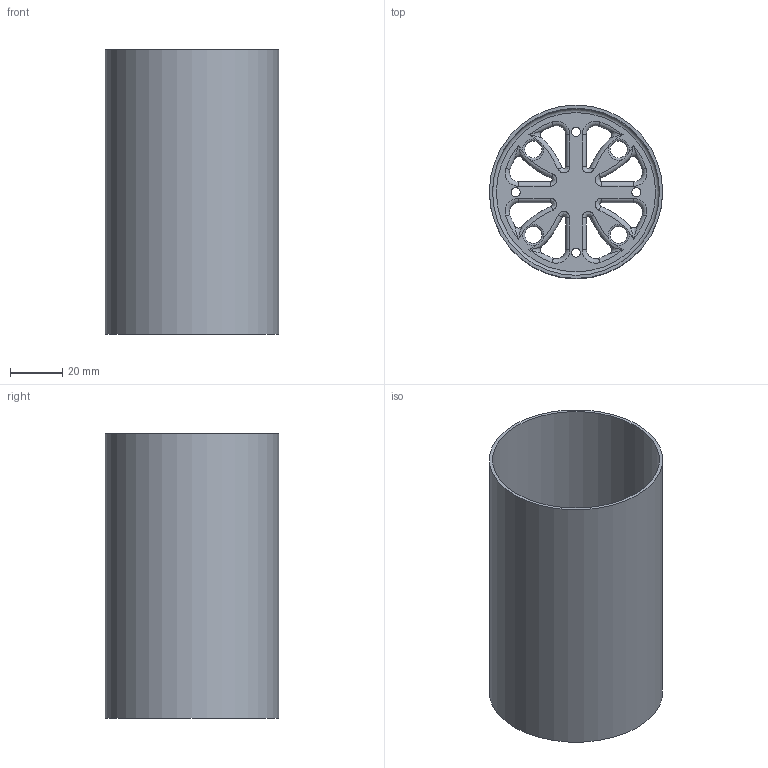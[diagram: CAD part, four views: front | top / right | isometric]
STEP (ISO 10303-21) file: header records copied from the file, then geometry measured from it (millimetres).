
FILE_DESCRIPTION(/* description */ ('','CAx-IF Rec.Pracs.---Representation and Presentation of Product Manufacturing Information (PMI)---4.0---2014-10-13'),/* implementation_level */ '2;1');
FILE_NAME(/* name */ 'ulkokuori v16.step',/* time_stamp */ '2025-03-16T20:23:26+02:00',/* author */ (''),/* organization */ (''),/* preprocessor_version */ 'ST-DEVELOPER v20',/* originating_system */ 'Autodesk Translation Framework v13.20.0.188',/* authorisation */ '');
FILE_SCHEMA (('AP242_MANAGED_MODEL_BASED_3D_ENGINEERING_MIM_LF { 1 0 10303 442 1 1 4 }'));
Length unit declared in the file: millimetre
Products named in the file (1): ulkokuori
Bounding box: 66.4 x 66.4 x 109 mm (x, y, z)
Volume: 35616.7 mm3; surface area: 50195.4 mm2
Topology: 1 solids, 1 shells, 199 faces, 540 edges, 305 vertices
Faces by surface type: bspline 72, torus 57, cylinder 54, plane 12, cone 4
Full cylindrical faces by diameter (mm): 3.5 x4, 6 x4, 6.5 x4, 64 x1, 66.4 x1
Entity records: 10089 total; most frequent: CARTESIAN_POINT 5495, ORIENTED_EDGE 1048, DIRECTION 874, EDGE_CURVE 524, AXIS2_PLACEMENT_3D 400, VERTEX_POINT 305, CIRCLE 272, EDGE_LOOP 209
